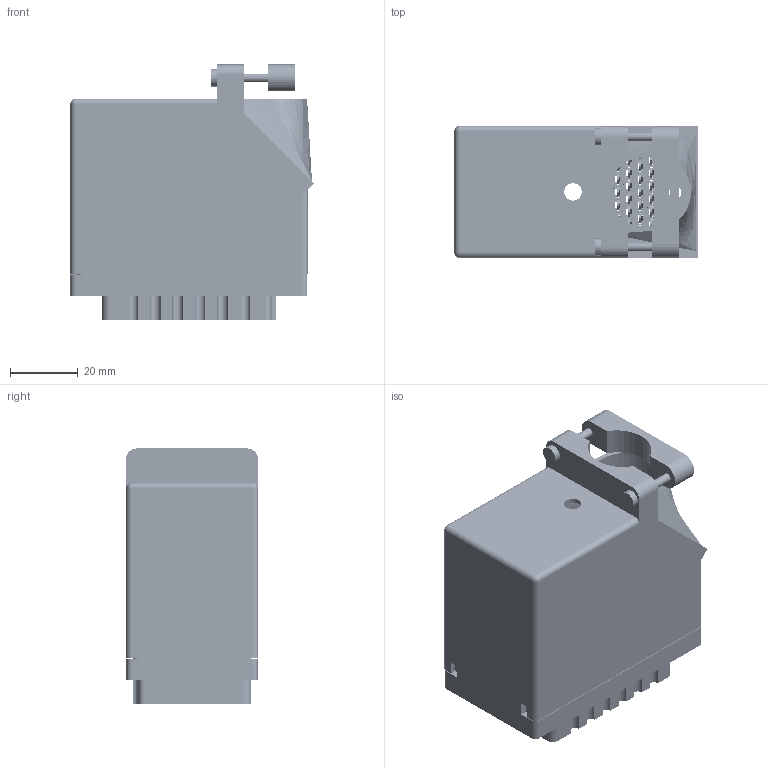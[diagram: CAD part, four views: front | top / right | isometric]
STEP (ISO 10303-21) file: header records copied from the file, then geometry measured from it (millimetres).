
FILE_DESCRIPTION (( 'STEP AP203' ), '1' );
FILE_NAME ('516-120-520-210.STEP', '2020-03-07T01:12:10', ( '' ), ( '' ), 'SwSTEP 2.0', 'SolidWorks 2016', '' );
FILE_SCHEMA (( 'CONFIG_CONTROL_DESIGN' ));
Length unit declared in the file: inch
Products named in the file (4): 516 Part Receptacle_120; 516-230-001_Plastic - 120 Top Entry; 516-120-520-210; 516-292-001_520 Contact
Assembly tree (122 placements, depth 2):
  516-120-520-210
    516 Part Receptacle_120
    516-292-001_520 Contact  x120
    516-230-001_Plastic - 120 Top Entry
Bounding box: 71.77 x 38.86 x 75.21 mm (x, y, z)
Volume: 51566 mm3; surface area: 84951.7 mm2
Topology: 122 solids, 122 shells, 11197 faces, 32548 edges, 21614 vertices
Faces by surface type: plane 6868, cylinder 3602, bspline 723, cone 2, sphere 2
Entity records: 93020 total; most frequent: CARTESIAN_POINT 16126, ORIENTED_EDGE 15588, DIRECTION 15209, EDGE_CURVE 7794, VECTOR 5793, LINE 5793, VERTEX_POINT 5192, AXIS2_PLACEMENT_3D 4708
